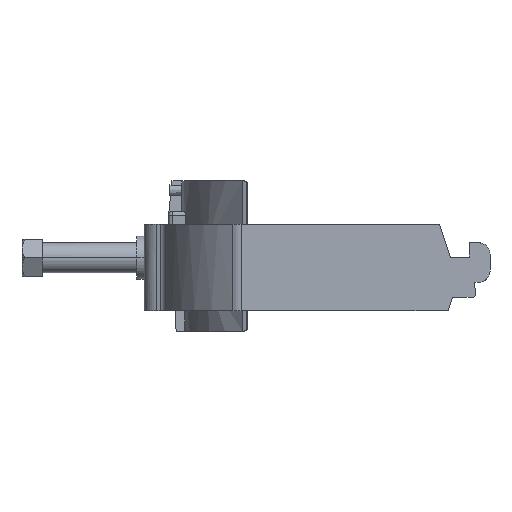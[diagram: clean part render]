
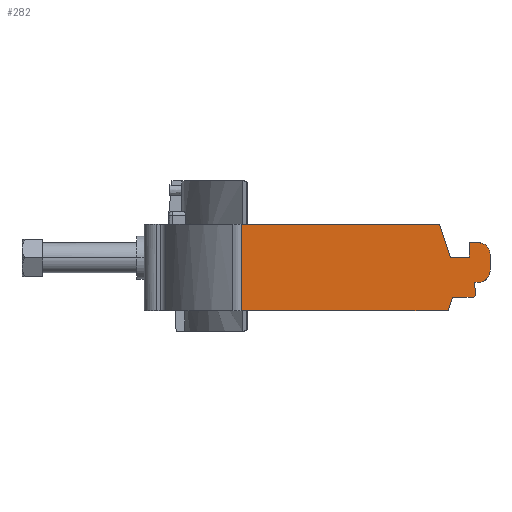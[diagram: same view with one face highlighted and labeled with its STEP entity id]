
A CAD part, left-side view. The second image highlights one B-rep face of the part: STEP entity #282.
In plain terms, the highlighted planar face has unit normal (-1, 0, 0).
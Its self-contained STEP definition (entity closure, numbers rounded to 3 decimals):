
#282=ADVANCED_FACE('',(#589),#4984,.T.);
#589=FACE_OUTER_BOUND('',#913,.T.);
#913=EDGE_LOOP('',(#2183,#2184,#2185,#2186,#2187,#2188,#2189,#2190,#2191,
#2192,#2193,#2194,#2195,#2196,#2197,#2198,#2199,#2200,#2201));
#2183=ORIENTED_EDGE('',*,*,#3297,.T.);
#2184=ORIENTED_EDGE('',*,*,#3257,.T.);
#2185=ORIENTED_EDGE('',*,*,#3258,.T.);
#2186=ORIENTED_EDGE('',*,*,#3259,.T.);
#2187=ORIENTED_EDGE('',*,*,#3302,.T.);
#2188=ORIENTED_EDGE('',*,*,#3260,.T.);
#2189=ORIENTED_EDGE('',*,*,#3306,.T.);
#2190=ORIENTED_EDGE('',*,*,#3261,.T.);
#2191=ORIENTED_EDGE('',*,*,#3262,.T.);
#2192=ORIENTED_EDGE('',*,*,#3309,.T.);
#2193=ORIENTED_EDGE('',*,*,#3263,.T.);
#2194=ORIENTED_EDGE('',*,*,#3264,.T.);
#2195=ORIENTED_EDGE('',*,*,#3315,.T.);
#2196=ORIENTED_EDGE('',*,*,#2977,.F.);
#2197=ORIENTED_EDGE('',*,*,#3265,.T.);
#2198=ORIENTED_EDGE('',*,*,#2985,.F.);
#2199=ORIENTED_EDGE('',*,*,#3289,.T.);
#2200=ORIENTED_EDGE('',*,*,#3266,.T.);
#2201=ORIENTED_EDGE('',*,*,#3294,.T.);
#2977=EDGE_CURVE('',#4503,#4504,#3706,.T.);
#2985=EDGE_CURVE('',#4520,#4521,#3713,.T.);
#3257=EDGE_CURVE('',#4689,#4690,#4193,.T.);
#3258=EDGE_CURVE('',#4690,#4691,#4194,.T.);
#3259=EDGE_CURVE('',#4691,#4692,#3931,.T.);
#3260=EDGE_CURVE('',#4693,#4694,#3932,.T.);
#3261=EDGE_CURVE('',#4695,#4696,#3933,.T.);
#3262=EDGE_CURVE('',#4696,#4697,#3934,.T.);
#3263=EDGE_CURVE('',#4698,#4699,#3935,.T.);
#3264=EDGE_CURVE('',#4699,#4700,#4195,.T.);
#3265=EDGE_CURVE('',#4503,#4521,#3936,.T.);
#3266=EDGE_CURVE('',#4701,#4702,#3937,.T.);
#3289=EDGE_CURVE('',#4520,#4701,#3952,.T.);
#3294=EDGE_CURVE('',#4702,#4688,#4205,.T.);
#3297=EDGE_CURVE('',#4688,#4689,#3957,.T.);
#3302=EDGE_CURVE('',#4692,#4693,#4208,.T.);
#3306=EDGE_CURVE('',#4694,#4695,#4211,.T.);
#3309=EDGE_CURVE('',#4697,#4698,#4212,.T.);
#3315=EDGE_CURVE('',#4700,#4504,#3965,.T.);
#3706=B_SPLINE_CURVE_WITH_KNOTS('',1,(#16835,#16836),.UNSPECIFIED.,.F.,
 .F.,(2,2),(0.,52.744),.UNSPECIFIED.);
#3713=B_SPLINE_CURVE_WITH_KNOTS('',1,(#16852,#16853),.UNSPECIFIED.,.F.,
 .F.,(2,2),(-55.031,0.),.UNSPECIFIED.);
#3931=B_SPLINE_CURVE_WITH_KNOTS('',1,(#18572,#18573),.UNSPECIFIED.,.F.,
 .F.,(2,2),(0.,0.733),.UNSPECIFIED.);
#3932=B_SPLINE_CURVE_WITH_KNOTS('',1,(#18574,#18575),.UNSPECIFIED.,.F.,
 .F.,(2,2),(-4.5,0.),.UNSPECIFIED.);
#3933=B_SPLINE_CURVE_WITH_KNOTS('',1,(#18576,#18577),.UNSPECIFIED.,.F.,
 .F.,(2,2),(0.,2.5),.UNSPECIFIED.);
#3934=B_SPLINE_CURVE_WITH_KNOTS('',1,(#18578,#18579),.UNSPECIFIED.,.F.,
 .F.,(2,2),(0.,3.5),.UNSPECIFIED.);
#3935=B_SPLINE_CURVE_WITH_KNOTS('',1,(#18580,#18581),.UNSPECIFIED.,.F.,
 .F.,(2,2),(0.,3.773),.UNSPECIFIED.);
#3936=B_SPLINE_CURVE_WITH_KNOTS('',1,(#18585,#18586),.UNSPECIFIED.,.F.,
 .F.,(2,2),(0.,23.),.UNSPECIFIED.);
#3937=B_SPLINE_CURVE_WITH_KNOTS('',1,(#18587,#18588),.UNSPECIFIED.,.F.,
 .F.,(2,2),(0.,5.265),.UNSPECIFIED.);
#3952=B_SPLINE_CURVE_WITH_KNOTS('',1,(#18641,#18642),.UNSPECIFIED.,.F.,
 .F.,(2,2),(0.,3.68),.UNSPECIFIED.);
#3957=B_SPLINE_CURVE_WITH_KNOTS('',1,(#18663,#18664),.UNSPECIFIED.,.F.,
 .F.,(2,2),(0.,2.237),.UNSPECIFIED.);
#3965=B_SPLINE_CURVE_WITH_KNOTS('',1,(#18705,#18706),.UNSPECIFIED.,.F.,
 .F.,(2,2),(0.,8.737),.UNSPECIFIED.);
#4193=(
BOUNDED_CURVE()
B_SPLINE_CURVE(2,(#18566,#18567,#18568),.UNSPECIFIED.,.F.,.F.)
B_SPLINE_CURVE_WITH_KNOTS((3,3),(0.,0.105),.UNSPECIFIED.)
CURVE()
GEOMETRIC_REPRESENTATION_ITEM()
RATIONAL_B_SPLINE_CURVE((1.,0.995,1.))
REPRESENTATION_ITEM('')
);
#4194=(
BOUNDED_CURVE()
B_SPLINE_CURVE(2,(#18569,#18570,#18571),.UNSPECIFIED.,.F.,.F.)
B_SPLINE_CURVE_WITH_KNOTS((3,3),(0.,0.785),.UNSPECIFIED.)
CURVE()
GEOMETRIC_REPRESENTATION_ITEM()
RATIONAL_B_SPLINE_CURVE((1.,0.707,1.))
REPRESENTATION_ITEM('')
);
#4195=(
BOUNDED_CURVE()
B_SPLINE_CURVE(2,(#18582,#18583,#18584),.UNSPECIFIED.,.F.,.F.)
B_SPLINE_CURVE_WITH_KNOTS((3,3),(0.,1.257),.UNSPECIFIED.)
CURVE()
GEOMETRIC_REPRESENTATION_ITEM()
RATIONAL_B_SPLINE_CURVE((1.,0.809,1.))
REPRESENTATION_ITEM('')
);
#4205=(
BOUNDED_CURVE()
B_SPLINE_CURVE(2,(#18651,#18652,#18653,#18654,#18655),.UNSPECIFIED.,.F.,
 .F.)
B_SPLINE_CURVE_WITH_KNOTS((3,2,3),(0.,1.558,1.78),
 .UNSPECIFIED.)
CURVE()
GEOMETRIC_REPRESENTATION_ITEM()
RATIONAL_B_SPLINE_CURVE((1.,0.707,1.,0.995,1.))
REPRESENTATION_ITEM('')
);
#4208=(
BOUNDED_CURVE()
B_SPLINE_CURVE(2,(#18673,#18674,#18675),.UNSPECIFIED.,.F.,.F.)
B_SPLINE_CURVE_WITH_KNOTS((3,3),(0.,4.712),.UNSPECIFIED.)
CURVE()
GEOMETRIC_REPRESENTATION_ITEM()
RATIONAL_B_SPLINE_CURVE((1.,0.707,1.))
REPRESENTATION_ITEM('')
);
#4211=(
BOUNDED_CURVE()
B_SPLINE_CURVE(2,(#18683,#18684,#18685),.UNSPECIFIED.,.F.,.F.)
B_SPLINE_CURVE_WITH_KNOTS((3,3),(0.,4.712),.UNSPECIFIED.)
CURVE()
GEOMETRIC_REPRESENTATION_ITEM()
RATIONAL_B_SPLINE_CURVE((1.,0.707,1.))
REPRESENTATION_ITEM('')
);
#4212=(
BOUNDED_CURVE()
B_SPLINE_CURVE(2,(#18690,#18691,#18692),.UNSPECIFIED.,.F.,.F.)
B_SPLINE_CURVE_WITH_KNOTS((3,3),(0.,0.785),.UNSPECIFIED.)
CURVE()
GEOMETRIC_REPRESENTATION_ITEM()
RATIONAL_B_SPLINE_CURVE((1.,0.707,1.))
REPRESENTATION_ITEM('')
);
#4503=VERTEX_POINT('',#16585);
#4504=VERTEX_POINT('',#16586);
#4520=VERTEX_POINT('',#16602);
#4521=VERTEX_POINT('',#16603);
#4688=VERTEX_POINT('',#16770);
#4689=VERTEX_POINT('',#16771);
#4690=VERTEX_POINT('',#16772);
#4691=VERTEX_POINT('',#16773);
#4692=VERTEX_POINT('',#16774);
#4693=VERTEX_POINT('',#16775);
#4694=VERTEX_POINT('',#16776);
#4695=VERTEX_POINT('',#16777);
#4696=VERTEX_POINT('',#16778);
#4697=VERTEX_POINT('',#16779);
#4698=VERTEX_POINT('',#16780);
#4699=VERTEX_POINT('',#16781);
#4700=VERTEX_POINT('',#16782);
#4701=VERTEX_POINT('',#16783);
#4702=VERTEX_POINT('',#16784);
#4984=PLANE('',#5381);
#5381=AXIS2_PLACEMENT_3D('',#16246,#5525,$);
#5525=DIRECTION('',(-1.,0.,0.));
#16246=CARTESIAN_POINT('',(-35.,-19.214,-2.301));
#16585=CARTESIAN_POINT('',(-35.,-25.832,23.));
#16586=CARTESIAN_POINT('',(-35.,-78.576,23.));
#16602=CARTESIAN_POINT('',(-35.,-80.863,0.));
#16603=CARTESIAN_POINT('',(-35.,-25.832,0.));
#16770=CARTESIAN_POINT('',(-35.,-88.243,4.708));
#16771=CARTESIAN_POINT('',(-35.,-87.778,6.896));
#16772=CARTESIAN_POINT('',(-35.,-87.767,7.));
#16773=CARTESIAN_POINT('',(-35.,-88.267,7.5));
#16774=CARTESIAN_POINT('',(-35.,-89.,7.5));
#16775=CARTESIAN_POINT('',(-35.,-92.,10.5));
#16776=CARTESIAN_POINT('',(-35.,-92.,15.));
#16777=CARTESIAN_POINT('',(-35.,-89.,18.));
#16778=CARTESIAN_POINT('',(-35.,-86.5,18.));
#16779=CARTESIAN_POINT('',(-35.,-86.5,14.5));
#16780=CARTESIAN_POINT('',(-35.,-86.,14.));
#16781=CARTESIAN_POINT('',(-35.,-82.227,14.));
#16782=CARTESIAN_POINT('',(-35.,-81.275,14.691));
#16783=CARTESIAN_POINT('',(-35.,-82.,3.5));
#16784=CARTESIAN_POINT('',(-35.,-87.265,3.5));
#16835=CARTESIAN_POINT('',(-35.,-25.832,23.));
#16836=CARTESIAN_POINT('',(-35.,-78.576,23.));
#16852=CARTESIAN_POINT('',(-35.,-80.863,0.));
#16853=CARTESIAN_POINT('',(-35.,-25.832,0.));
#18566=CARTESIAN_POINT('',(-35.,-87.778,6.896));
#18567=CARTESIAN_POINT('',(-35.,-87.767,6.947));
#18568=CARTESIAN_POINT('',(-35.,-87.767,7.));
#18569=CARTESIAN_POINT('',(-35.,-87.767,7.));
#18570=CARTESIAN_POINT('',(-35.,-87.767,7.5));
#18571=CARTESIAN_POINT('',(-35.,-88.267,7.5));
#18572=CARTESIAN_POINT('',(-35.,-88.267,7.5));
#18573=CARTESIAN_POINT('',(-35.,-89.,7.5));
#18574=CARTESIAN_POINT('',(-35.,-92.,10.5));
#18575=CARTESIAN_POINT('',(-35.,-92.,15.));
#18576=CARTESIAN_POINT('',(-35.,-89.,18.));
#18577=CARTESIAN_POINT('',(-35.,-86.5,18.));
#18578=CARTESIAN_POINT('',(-35.,-86.5,18.));
#18579=CARTESIAN_POINT('',(-35.,-86.5,14.5));
#18580=CARTESIAN_POINT('',(-35.,-86.,14.));
#18581=CARTESIAN_POINT('',(-35.,-82.227,14.));
#18582=CARTESIAN_POINT('',(-35.,-82.227,14.));
#18583=CARTESIAN_POINT('',(-35.,-81.5,14.));
#18584=CARTESIAN_POINT('',(-35.,-81.275,14.691));
#18585=CARTESIAN_POINT('',(-35.,-25.832,23.));
#18586=CARTESIAN_POINT('',(-35.,-25.832,0.));
#18587=CARTESIAN_POINT('',(-35.,-82.,3.5));
#18588=CARTESIAN_POINT('',(-35.,-87.265,3.5));
#18641=CARTESIAN_POINT('',(-35.,-80.863,0.));
#18642=CARTESIAN_POINT('',(-35.,-82.,3.5));
#18651=CARTESIAN_POINT('',(-35.,-87.265,3.5));
#18652=CARTESIAN_POINT('',(-35.,-88.265,3.5));
#18653=CARTESIAN_POINT('',(-35.,-88.265,4.5));
#18654=CARTESIAN_POINT('',(-35.,-88.265,4.605));
#18655=CARTESIAN_POINT('',(-35.,-88.243,4.708));
#18663=CARTESIAN_POINT('',(-35.,-88.243,4.708));
#18664=CARTESIAN_POINT('',(-35.,-87.778,6.896));
#18673=CARTESIAN_POINT('',(-35.,-89.,7.5));
#18674=CARTESIAN_POINT('',(-35.,-92.,7.5));
#18675=CARTESIAN_POINT('',(-35.,-92.,10.5));
#18683=CARTESIAN_POINT('',(-35.,-92.,15.));
#18684=CARTESIAN_POINT('',(-35.,-92.,18.));
#18685=CARTESIAN_POINT('',(-35.,-89.,18.));
#18690=CARTESIAN_POINT('',(-35.,-86.5,14.5));
#18691=CARTESIAN_POINT('',(-35.,-86.5,14.));
#18692=CARTESIAN_POINT('',(-35.,-86.,14.));
#18705=CARTESIAN_POINT('',(-35.,-81.275,14.691));
#18706=CARTESIAN_POINT('',(-35.,-78.576,23.));
